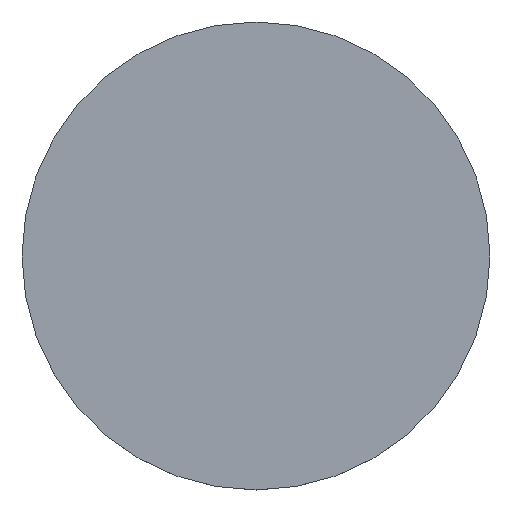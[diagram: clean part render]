
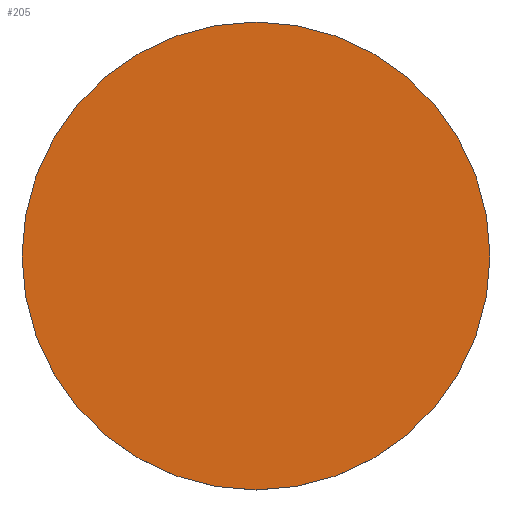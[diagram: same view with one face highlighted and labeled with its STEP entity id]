
A CAD part, top view. The second image highlights one B-rep face of the part: STEP entity #205.
In plain terms, the highlighted planar face has unit normal (0, 0, 1).
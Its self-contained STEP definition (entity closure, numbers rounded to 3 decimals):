
#2 = EDGE_CURVE ( 'NONE', #72, #185, #64, .T. ) ;
#8 = AXIS2_PLACEMENT_3D ( 'NONE', #42, #83, #117 ) ;
#12 = EDGE_LOOP ( 'NONE', ( #121, #143 ) ) ;
#35 = AXIS2_PLACEMENT_3D ( 'NONE', #69, #215, #211 ) ;
#41 = CIRCLE ( 'NONE', #35, 25.4 ) ;
#42 = CARTESIAN_POINT ( 'NONE',  ( 0., 0., 6.5 ) ) ;
#50 = DIRECTION ( 'NONE',  ( 0., 0., 1. ) ) ;
#64 = CIRCLE ( 'NONE', #8, 25.4 ) ;
#69 = CARTESIAN_POINT ( 'NONE',  ( 0., 0., 6.5 ) ) ;
#72 = VERTEX_POINT ( 'NONE', #122 ) ;
#80 = FACE_OUTER_BOUND ( 'NONE', #12, .T. ) ;
#83 = DIRECTION ( 'NONE',  ( 0., 0., -1. ) ) ;
#106 = DIRECTION ( 'NONE',  ( 1., 0., 0. ) ) ;
#117 = DIRECTION ( 'NONE',  ( 1., 0., 0. ) ) ;
#121 = ORIENTED_EDGE ( 'NONE', *, *, #2, .F. ) ;
#122 = CARTESIAN_POINT ( 'NONE',  ( 25.4, 0., 6.5 ) ) ;
#124 = EDGE_CURVE ( 'NONE', #185, #72, #41, .T. ) ;
#128 = CARTESIAN_POINT ( 'NONE',  ( -25.4, 0., 6.5 ) ) ;
#143 = ORIENTED_EDGE ( 'NONE', *, *, #124, .F. ) ;
#172 = AXIS2_PLACEMENT_3D ( 'NONE', #217, #50, #106 ) ;
#184 = PLANE ( 'NONE',  #172 ) ;
#185 = VERTEX_POINT ( 'NONE', #128 ) ;
#205 = ADVANCED_FACE ( 'NONE', ( #80 ), #184, .T. ) ;
#211 = DIRECTION ( 'NONE',  ( 1., 0., 0. ) ) ;
#215 = DIRECTION ( 'NONE',  ( 0., 0., -1. ) ) ;
#217 = CARTESIAN_POINT ( 'NONE',  ( 0., 52.02, 6.5 ) ) ;
